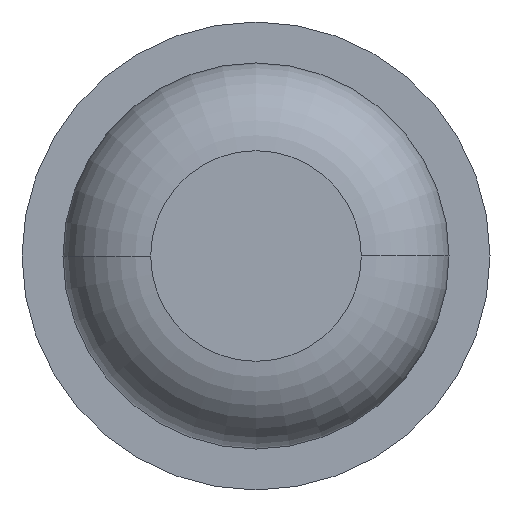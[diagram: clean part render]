
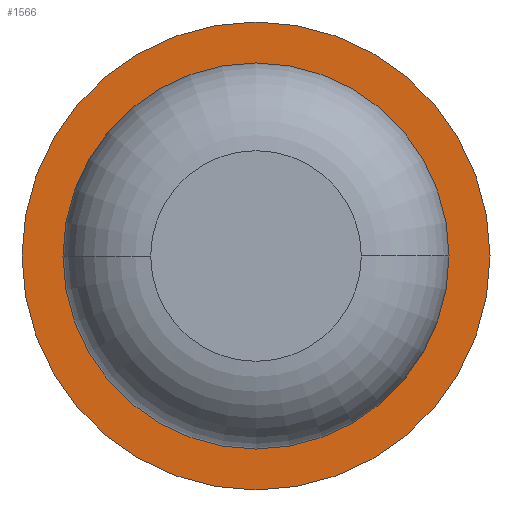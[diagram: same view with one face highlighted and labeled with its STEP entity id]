
A CAD part, front view. The second image highlights one B-rep face of the part: STEP entity #1566.
In plain terms, the highlighted planar face has unit normal (0, -1, 0).
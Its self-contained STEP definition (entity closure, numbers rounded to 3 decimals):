
#33 = EDGE_CURVE ( 'Defeature ausgef�hrt1_5+Defeature ausgef�hrt1_0+Defeature ausgef�hrt1_0+Defeature ausgef�hrt1_0', #1026, #2007, #180, .T. ) ;
#180 = CIRCLE ( 'NONE', #2044, 0.825 ) ;
#197 = AXIS2_PLACEMENT_3D ( 'NONE', #3285, #269, #3258 ) ;
#208 = DIRECTION ( 'NONE',  ( 0., 1., 0. ) ) ;
#267 = CARTESIAN_POINT ( 'NONE',  ( -1., -6., 0. ) ) ;
#269 = DIRECTION ( 'NONE',  ( 0., 1., 0. ) ) ;
#513 = DIRECTION ( 'NONE',  ( 0., 1., 0. ) ) ;
#533 = AXIS2_PLACEMENT_3D ( 'NONE', #2981, #513, #1649 ) ;
#551 = PLANE ( 'NONE',  #197 ) ;
#677 = VERTEX_POINT ( 'NONE', #2458 ) ;
#705 = AXIS2_PLACEMENT_3D ( 'NONE', #2650, #1615, #2110 ) ;
#748 = CIRCLE ( 'NONE', #533, 1. ) ;
#760 = ORIENTED_EDGE ( 'NONE', *, *, #3254, .F. ) ;
#777 = CARTESIAN_POINT ( 'NONE',  ( -0.825, -6., 0. ) ) ;
#1026 = VERTEX_POINT ( 'NONE', #777 ) ;
#1055 = CIRCLE ( 'NONE', #705, 1. ) ;
#1056 = CARTESIAN_POINT ( 'NONE',  ( 0.825, -6., 0. ) ) ;
#1091 = DIRECTION ( 'NONE',  ( 0., 1., 0. ) ) ;
#1278 = CARTESIAN_POINT ( 'NONE',  ( 0., -6., 0. ) ) ;
#1482 = ORIENTED_EDGE ( 'NONE', *, *, #33, .T. ) ;
#1502 = ORIENTED_EDGE ( 'NONE', *, *, #1902, .T. ) ;
#1566 = ADVANCED_FACE ( 'Defeature ausgef�hrt1_5', ( #2357, #2441 ), #551, .F. ) ;
#1615 = DIRECTION ( 'NONE',  ( 0., 1., 0. ) ) ;
#1649 = DIRECTION ( 'NONE',  ( -1., 0., 0. ) ) ;
#1867 = DIRECTION ( 'NONE',  ( -1., 0., 0. ) ) ;
#1902 = EDGE_CURVE ( 'Defeature ausgef�hrt1_5+Defeature ausgef�hrt1_0+Defeature ausgef�hrt1_0+Defeature ausgef�hrt1_0', #2007, #1026, #3159, .T. ) ;
#2007 = VERTEX_POINT ( 'NONE', #1056 ) ;
#2044 = AXIS2_PLACEMENT_3D ( 'NONE', #3499, #1091, #1867 ) ;
#2078 = EDGE_CURVE ( 'Defeature ausgef�hrt1_6+Defeature ausgef�hrt1_5+Defeature ausgef�hrt1_5+Defeature ausgef�hrt1_5', #677, #2673, #1055, .T. ) ;
#2110 = DIRECTION ( 'NONE',  ( -1., 0., 0. ) ) ;
#2357 = FACE_OUTER_BOUND ( 'NONE', #2471, .T. ) ;
#2366 = DIRECTION ( 'NONE',  ( -1., 0., 0. ) ) ;
#2439 = AXIS2_PLACEMENT_3D ( 'NONE', #1278, #208, #2366 ) ;
#2441 = FACE_BOUND ( 'NONE', #3157, .T. ) ;
#2458 = CARTESIAN_POINT ( 'NONE',  ( 1., -6., 0. ) ) ;
#2471 = EDGE_LOOP ( 'NONE', ( #760, #3360 ) ) ;
#2650 = CARTESIAN_POINT ( 'NONE',  ( 0., -6., 0. ) ) ;
#2673 = VERTEX_POINT ( 'NONE', #267 ) ;
#2981 = CARTESIAN_POINT ( 'NONE',  ( 0., -6., 0. ) ) ;
#3157 = EDGE_LOOP ( 'NONE', ( #1482, #1502 ) ) ;
#3159 = CIRCLE ( 'NONE', #2439, 0.825 ) ;
#3254 = EDGE_CURVE ( 'Defeature ausgef�hrt1_6+Defeature ausgef�hrt1_5+Defeature ausgef�hrt1_5+Defeature ausgef�hrt1_5', #2673, #677, #748, .T. ) ;
#3258 = DIRECTION ( 'NONE',  ( -1., 0., 0. ) ) ;
#3285 = CARTESIAN_POINT ( 'NONE',  ( 0.825, -6., 0. ) ) ;
#3360 = ORIENTED_EDGE ( 'NONE', *, *, #2078, .F. ) ;
#3499 = CARTESIAN_POINT ( 'NONE',  ( 0., -6., 0. ) ) ;
